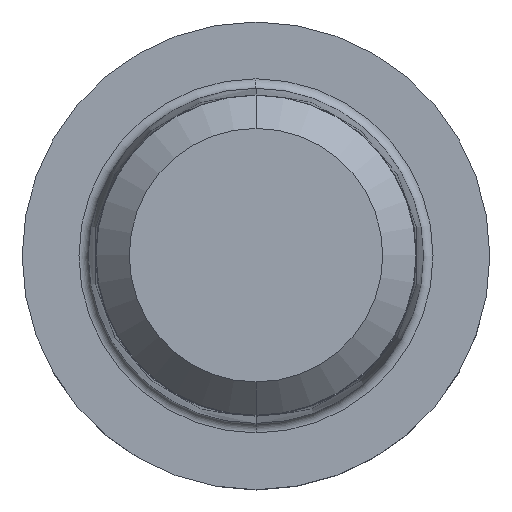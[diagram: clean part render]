
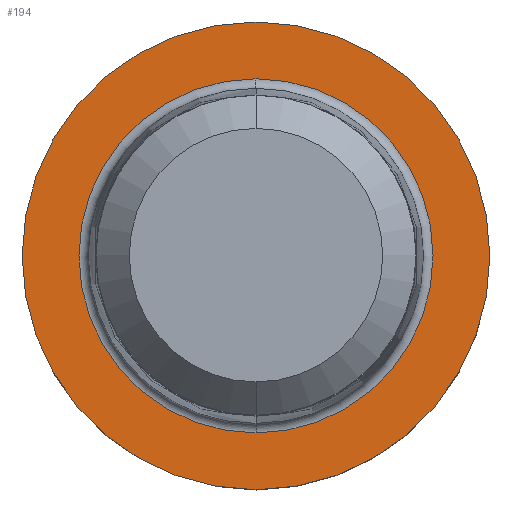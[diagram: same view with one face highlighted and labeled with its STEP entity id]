
A CAD part, top view. The second image highlights one B-rep face of the part: STEP entity #194.
In plain terms, the highlighted planar face has unit normal (0, 0, 1).
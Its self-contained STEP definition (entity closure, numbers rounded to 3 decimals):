
#174=EDGE_CURVE('',#246,#310,#463,.T.);
#194=ADVANCED_FACE('',(#484,#485),#486,.T.);
#220=VERTEX_POINT('',#514);
#246=VERTEX_POINT('',#544);
#310=VERTEX_POINT('',#615);
#340=VERTEX_POINT('',#651);
#360=EDGE_CURVE('',#340,#220,#674,.T.);
#368=EDGE_CURVE('',#220,#340,#683,.T.);
#380=EDGE_CURVE('',#310,#246,#696,.T.);
#463=CIRCLE('',#784,7.42);
#484=FACE_OUTER_BOUND('',#812,.T.);
#485=FACE_BOUND('',#813,.T.);
#486=PLANE('',#814);
#514=CARTESIAN_POINT('',(0.,-9.8,0.01));
#544=CARTESIAN_POINT('',(0.,-7.42,0.01));
#615=CARTESIAN_POINT('',(0.0,7.42,0.01));
#651=CARTESIAN_POINT('',(0.0,9.8,0.01));
#674=CIRCLE('',#1048,9.8);
#683=CIRCLE('',#1058,9.8);
#696=CIRCLE('',#1078,7.42);
#784=AXIS2_PLACEMENT_3D('',#1167,#1168,#1169);
#812=EDGE_LOOP('',(#1190,#1191));
#813=EDGE_LOOP('',(#1192,#1193));
#814=AXIS2_PLACEMENT_3D('',#1194,#1195,#1196);
#1048=AXIS2_PLACEMENT_3D('',#1438,#1439,#1440);
#1058=AXIS2_PLACEMENT_3D('',#1448,#1449,#1450);
#1078=AXIS2_PLACEMENT_3D('',#1467,#1468,#1469);
#1167=CARTESIAN_POINT('',(0.0,0.0,0.01));
#1168=DIRECTION('',(0.0,0.0,-1.0));
#1169=DIRECTION('',(0.0,1.0,0.0));
#1190=ORIENTED_EDGE('',*,*,#360,.F.);
#1191=ORIENTED_EDGE('',*,*,#368,.F.);
#1192=ORIENTED_EDGE('',*,*,#380,.T.);
#1193=ORIENTED_EDGE('',*,*,#174,.T.);
#1194=CARTESIAN_POINT('',(0.0,4.9,0.01));
#1195=DIRECTION('',(-0.0,0.0,1.0));
#1196=DIRECTION('',(0.0,-1.0,0.0));
#1438=CARTESIAN_POINT('',(0.0,0.0,0.01));
#1439=DIRECTION('',(0.0,0.0,-1.0));
#1440=DIRECTION('',(0.0,1.0,0.0));
#1448=CARTESIAN_POINT('',(0.0,0.0,0.01));
#1449=DIRECTION('',(0.0,0.0,-1.0));
#1450=DIRECTION('',(0.0,1.0,0.0));
#1467=CARTESIAN_POINT('',(0.0,0.0,0.01));
#1468=DIRECTION('',(0.0,0.0,-1.0));
#1469=DIRECTION('',(0.0,1.0,0.0));
